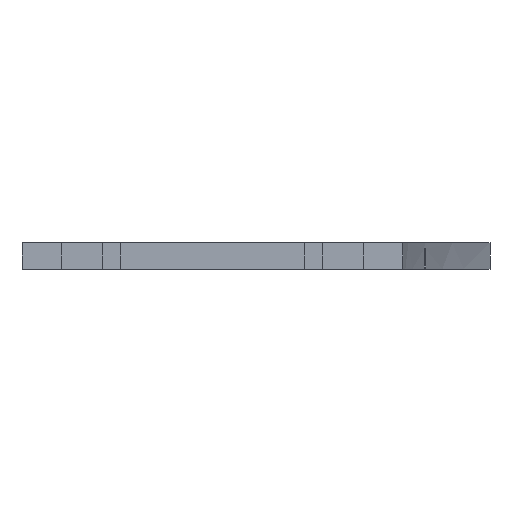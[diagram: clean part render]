
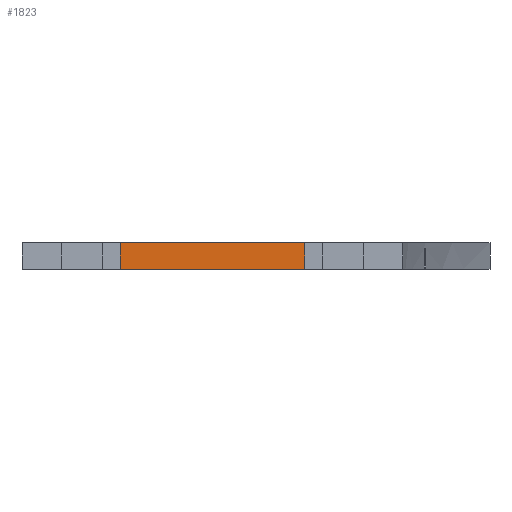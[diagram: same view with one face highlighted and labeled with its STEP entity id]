
A CAD part, front view. The second image highlights one B-rep face of the part: STEP entity #1823.
In plain terms, the highlighted planar face has unit normal (0, -1, 0).
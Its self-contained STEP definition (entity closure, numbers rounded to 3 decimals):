
#44 = PLANE('',#45);
#45 = AXIS2_PLACEMENT_3D('',#46,#47,#48);
#46 = CARTESIAN_POINT('',(-7.742,30.498,1.1));
#47 = DIRECTION('',(0.,0.,1.));
#48 = DIRECTION('',(-0.28,-0.96,0.));
#614 = VERTEX_POINT('',#615);
#615 = CARTESIAN_POINT('',(-11.478,-21.654,1.1));
#629 = PLANE('',#630);
#630 = AXIS2_PLACEMENT_3D('',#631,#632,#633);
#631 = CARTESIAN_POINT('',(-11.478,-21.654,-2.9));
#632 = DIRECTION('',(-1.,0.,0.));
#633 = DIRECTION('',(0.,0.,1.));
#641 = EDGE_CURVE('',#642,#614,#644,.T.);
#642 = VERTEX_POINT('',#643);
#643 = CARTESIAN_POINT('',(4.122,-21.654,1.1));
#644 = SURFACE_CURVE('',#645,(#649,#656),.PCURVE_S1.);
#645 = LINE('',#646,#647);
#646 = CARTESIAN_POINT('',(6.622,-21.654,1.1));
#647 = VECTOR('',#648,1.);
#648 = DIRECTION('',(-1.,0.,0.));
#649 = PCURVE('',#44,#650);
#650 = DEFINITIONAL_REPRESENTATION('',(#651),#655);
#651 = LINE('',#652,#653);
#652 = CARTESIAN_POINT('',(46.044,28.392));
#653 = VECTOR('',#654,1.);
#654 = DIRECTION('',(0.28,-0.96));
#655 = ( GEOMETRIC_REPRESENTATION_CONTEXT(2) 
PARAMETRIC_REPRESENTATION_CONTEXT() REPRESENTATION_CONTEXT('2D SPACE',''
  ) );
#656 = PCURVE('',#657,#662);
#657 = PLANE('',#658);
#658 = AXIS2_PLACEMENT_3D('',#659,#660,#661);
#659 = CARTESIAN_POINT('',(4.122,-21.654,-2.9));
#660 = DIRECTION('',(0.,1.,0.));
#661 = DIRECTION('',(0.,0.,1.));
#662 = DEFINITIONAL_REPRESENTATION('',(#663),#667);
#663 = LINE('',#664,#665);
#664 = CARTESIAN_POINT('',(4.,2.5));
#665 = VECTOR('',#666,1.);
#666 = DIRECTION('',(0.,-1.));
#667 = ( GEOMETRIC_REPRESENTATION_CONTEXT(2) 
PARAMETRIC_REPRESENTATION_CONTEXT() REPRESENTATION_CONTEXT('2D SPACE',''
  ) );
#685 = PLANE('',#686);
#686 = AXIS2_PLACEMENT_3D('',#687,#688,#689);
#687 = CARTESIAN_POINT('',(4.122,-21.654,-2.9));
#688 = DIRECTION('',(-1.,0.,0.));
#689 = DIRECTION('',(0.,0.,1.));
#1514 = PLANE('',#1515);
#1515 = AXIS2_PLACEMENT_3D('',#1516,#1517,#1518);
#1516 = CARTESIAN_POINT('',(9.122,-30.654,-1.1));
#1517 = DIRECTION('',(0.,0.,1.));
#1518 = DIRECTION('',(0.,1.,0.));
#1779 = VERTEX_POINT('',#1780);
#1780 = CARTESIAN_POINT('',(4.122,-21.654,-1.1));
#1801 = EDGE_CURVE('',#1779,#642,#1802,.T.);
#1802 = SURFACE_CURVE('',#1803,(#1807,#1814),.PCURVE_S1.);
#1803 = LINE('',#1804,#1805);
#1804 = CARTESIAN_POINT('',(4.122,-21.654,-2.9));
#1805 = VECTOR('',#1806,1.);
#1806 = DIRECTION('',(0.,0.,1.));
#1807 = PCURVE('',#685,#1808);
#1808 = DEFINITIONAL_REPRESENTATION('',(#1809),#1813);
#1809 = LINE('',#1810,#1811);
#1810 = CARTESIAN_POINT('',(0.,0.));
#1811 = VECTOR('',#1812,1.);
#1812 = DIRECTION('',(1.,0.));
#1813 = ( GEOMETRIC_REPRESENTATION_CONTEXT(2) 
PARAMETRIC_REPRESENTATION_CONTEXT() REPRESENTATION_CONTEXT('2D SPACE',''
  ) );
#1814 = PCURVE('',#657,#1815);
#1815 = DEFINITIONAL_REPRESENTATION('',(#1816),#1820);
#1816 = LINE('',#1817,#1818);
#1817 = CARTESIAN_POINT('',(0.,0.));
#1818 = VECTOR('',#1819,1.);
#1819 = DIRECTION('',(1.,0.));
#1820 = ( GEOMETRIC_REPRESENTATION_CONTEXT(2) 
PARAMETRIC_REPRESENTATION_CONTEXT() REPRESENTATION_CONTEXT('2D SPACE',''
  ) );
#1823 = ADVANCED_FACE('',(#1824),#657,.F.);
#1824 = FACE_BOUND('',#1825,.F.);
#1825 = EDGE_LOOP('',(#1826,#1827,#1850,#1871));
#1826 = ORIENTED_EDGE('',*,*,#1801,.F.);
#1827 = ORIENTED_EDGE('',*,*,#1828,.T.);
#1828 = EDGE_CURVE('',#1779,#1829,#1831,.T.);
#1829 = VERTEX_POINT('',#1830);
#1830 = CARTESIAN_POINT('',(-11.478,-21.654,-1.1));
#1831 = SURFACE_CURVE('',#1832,(#1836,#1843),.PCURVE_S1.);
#1832 = LINE('',#1833,#1834);
#1833 = CARTESIAN_POINT('',(6.622,-21.654,-1.1));
#1834 = VECTOR('',#1835,1.);
#1835 = DIRECTION('',(-1.,0.,0.));
#1836 = PCURVE('',#657,#1837);
#1837 = DEFINITIONAL_REPRESENTATION('',(#1838),#1842);
#1838 = LINE('',#1839,#1840);
#1839 = CARTESIAN_POINT('',(1.8,2.5));
#1840 = VECTOR('',#1841,1.);
#1841 = DIRECTION('',(0.,-1.));
#1842 = ( GEOMETRIC_REPRESENTATION_CONTEXT(2) 
PARAMETRIC_REPRESENTATION_CONTEXT() REPRESENTATION_CONTEXT('2D SPACE',''
  ) );
#1843 = PCURVE('',#1514,#1844);
#1844 = DEFINITIONAL_REPRESENTATION('',(#1845),#1849);
#1845 = LINE('',#1846,#1847);
#1846 = CARTESIAN_POINT('',(9.,2.5));
#1847 = VECTOR('',#1848,1.);
#1848 = DIRECTION('',(0.,1.));
#1849 = ( GEOMETRIC_REPRESENTATION_CONTEXT(2) 
PARAMETRIC_REPRESENTATION_CONTEXT() REPRESENTATION_CONTEXT('2D SPACE',''
  ) );
#1850 = ORIENTED_EDGE('',*,*,#1851,.T.);
#1851 = EDGE_CURVE('',#1829,#614,#1852,.T.);
#1852 = SURFACE_CURVE('',#1853,(#1857,#1864),.PCURVE_S1.);
#1853 = LINE('',#1854,#1855);
#1854 = CARTESIAN_POINT('',(-11.478,-21.654,-2.9));
#1855 = VECTOR('',#1856,1.);
#1856 = DIRECTION('',(0.,0.,1.));
#1857 = PCURVE('',#657,#1858);
#1858 = DEFINITIONAL_REPRESENTATION('',(#1859),#1863);
#1859 = LINE('',#1860,#1861);
#1860 = CARTESIAN_POINT('',(0.,-15.6));
#1861 = VECTOR('',#1862,1.);
#1862 = DIRECTION('',(1.,0.));
#1863 = ( GEOMETRIC_REPRESENTATION_CONTEXT(2) 
PARAMETRIC_REPRESENTATION_CONTEXT() REPRESENTATION_CONTEXT('2D SPACE',''
  ) );
#1864 = PCURVE('',#629,#1865);
#1865 = DEFINITIONAL_REPRESENTATION('',(#1866),#1870);
#1866 = LINE('',#1867,#1868);
#1867 = CARTESIAN_POINT('',(0.,0.));
#1868 = VECTOR('',#1869,1.);
#1869 = DIRECTION('',(1.,0.));
#1870 = ( GEOMETRIC_REPRESENTATION_CONTEXT(2) 
PARAMETRIC_REPRESENTATION_CONTEXT() REPRESENTATION_CONTEXT('2D SPACE',''
  ) );
#1871 = ORIENTED_EDGE('',*,*,#641,.F.);
